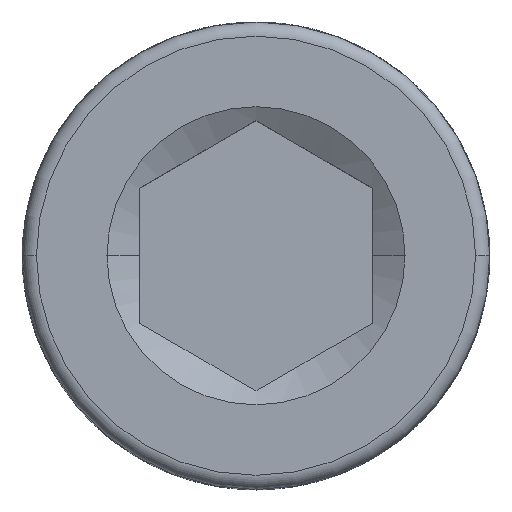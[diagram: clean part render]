
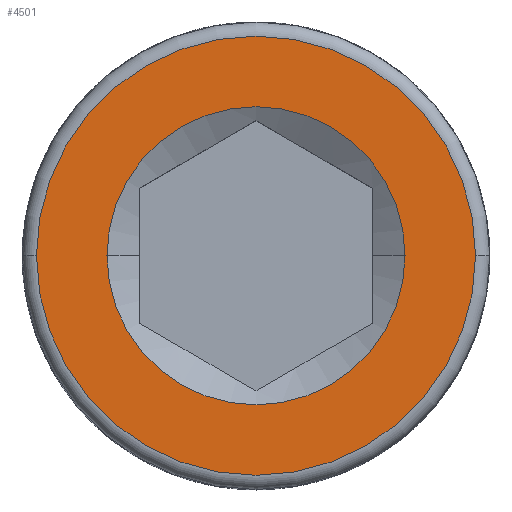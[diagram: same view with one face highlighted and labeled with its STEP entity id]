
A CAD part, top view. The second image highlights one B-rep face of the part: STEP entity #4501.
In plain terms, the highlighted planar face has unit normal (0, 0, 1).
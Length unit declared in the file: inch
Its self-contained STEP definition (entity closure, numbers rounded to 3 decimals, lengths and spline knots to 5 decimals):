
#72 = DIRECTION ( 'NONE',  ( 0., 0., 1. ) ) ;
#515 = CIRCLE ( 'NONE', #2065, 0.09963 ) ;
#1979 = DIRECTION ( 'NONE',  ( 1., 0., 0. ) ) ;
#2065 = AXIS2_PLACEMENT_3D ( 'NONE', #4139, #72, #15971 ) ;
#2307 = AXIS2_PLACEMENT_3D ( 'NONE', #9983, #8696, #1979 ) ;
#2463 = DIRECTION ( 'NONE',  ( -1., 0., 0. ) ) ;
#3426 = CARTESIAN_POINT ( 'NONE',  ( 0., 0., 0.47 ) ) ;
#3543 = CARTESIAN_POINT ( 'NONE',  ( -0.14675, 0., 0.47 ) ) ;
#3744 = CARTESIAN_POINT ( 'NONE',  ( -0.09963, 0., 0.47 ) ) ;
#4139 = CARTESIAN_POINT ( 'NONE',  ( 0., 0., 0.47 ) ) ;
#4406 = VERTEX_POINT ( 'NONE', #14217 ) ;
#4501 = ADVANCED_FACE ( 'NONE', ( #15042, #10664 ), #8824, .T. ) ;
#4898 = DIRECTION ( 'NONE',  ( 1., 0., 0. ) ) ;
#5016 = VERTEX_POINT ( 'NONE', #13971 ) ;
#5404 = AXIS2_PLACEMENT_3D ( 'NONE', #3426, #15255, #7187 ) ;
#5845 = CIRCLE ( 'NONE', #2307, 0.09963 ) ;
#6777 = VERTEX_POINT ( 'NONE', #3543 ) ;
#7047 = AXIS2_PLACEMENT_3D ( 'NONE', #10372, #10605, #2463 ) ;
#7187 = DIRECTION ( 'NONE',  ( -1., 0., 0. ) ) ;
#7324 = AXIS2_PLACEMENT_3D ( 'NONE', #10110, #15568, #4898 ) ;
#7454 = EDGE_CURVE ( 'NONE', #5016, #9642, #515, .T. ) ;
#8325 = CIRCLE ( 'NONE', #5404, 0.14675 ) ;
#8696 = DIRECTION ( 'NONE',  ( 0., 0., 1. ) ) ;
#8745 = EDGE_CURVE ( 'NONE', #9642, #5016, #5845, .T. ) ;
#8824 = PLANE ( 'NONE',  #7324 ) ;
#9078 = EDGE_CURVE ( 'NONE', #4406, #6777, #13711, .T. ) ;
#9642 = VERTEX_POINT ( 'NONE', #3744 ) ;
#9967 = ORIENTED_EDGE ( 'NONE', *, *, #7454, .F. ) ;
#9983 = CARTESIAN_POINT ( 'NONE',  ( 0., 0., 0.47 ) ) ;
#10110 = CARTESIAN_POINT ( 'NONE',  ( 0., 0.14675, 0.47 ) ) ;
#10261 = ORIENTED_EDGE ( 'NONE', *, *, #16412, .F. ) ;
#10372 = CARTESIAN_POINT ( 'NONE',  ( 0., 0., 0.47 ) ) ;
#10605 = DIRECTION ( 'NONE',  ( 0., 0., -1. ) ) ;
#10621 = ORIENTED_EDGE ( 'NONE', *, *, #8745, .F. ) ;
#10664 = FACE_OUTER_BOUND ( 'NONE', #14138, .T. ) ;
#13711 = CIRCLE ( 'NONE', #7047, 0.14675 ) ;
#13971 = CARTESIAN_POINT ( 'NONE',  ( 0.09963, 0., 0.47 ) ) ;
#14089 = EDGE_LOOP ( 'NONE', ( #9967, #10621 ) ) ;
#14138 = EDGE_LOOP ( 'NONE', ( #10261, #17129 ) ) ;
#14217 = CARTESIAN_POINT ( 'NONE',  ( 0.14675, 0., 0.47 ) ) ;
#15042 = FACE_BOUND ( 'NONE', #14089, .T. ) ;
#15255 = DIRECTION ( 'NONE',  ( 0., 0., -1. ) ) ;
#15568 = DIRECTION ( 'NONE',  ( 0., 0., 1. ) ) ;
#15971 = DIRECTION ( 'NONE',  ( 1., 0., 0. ) ) ;
#16412 = EDGE_CURVE ( 'NONE', #6777, #4406, #8325, .T. ) ;
#17129 = ORIENTED_EDGE ( 'NONE', *, *, #9078, .F. ) ;
